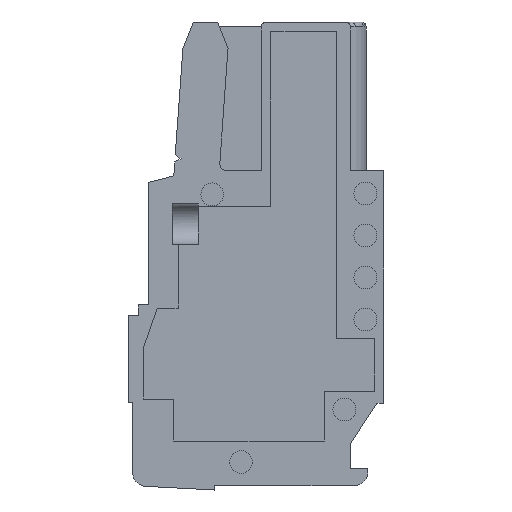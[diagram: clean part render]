
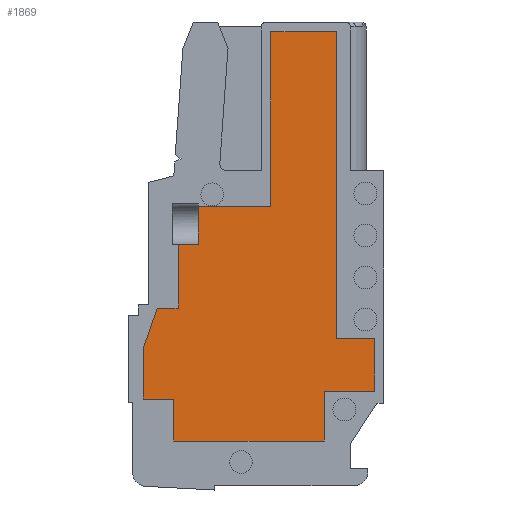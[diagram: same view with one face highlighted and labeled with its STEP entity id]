
A CAD part, left-side view. The second image highlights one B-rep face of the part: STEP entity #1869.
In plain terms, the highlighted planar face has unit normal (-1, 0, 0).
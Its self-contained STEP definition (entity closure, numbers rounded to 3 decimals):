
#1869 = ADVANCED_FACE( '', ( #3807 ), #3808, .F. );
#3807 = FACE_OUTER_BOUND( '', #5751, .T. );
#3808 = PLANE( '', #5752 );
#5751 = EDGE_LOOP( '', ( #10940, #10941, #10942, #10943, #10944, #10945, #10946, #10947, #10948, #10949, #10950, #10951, #10952, #10953, #10954, #10955, #10956 ) );
#5752 = AXIS2_PLACEMENT_3D( '', #10957, #10958, #10959 );
#10940 = ORIENTED_EDGE( '', *, *, #12286, .T. );
#10941 = ORIENTED_EDGE( '', *, *, #12467, .F. );
#10942 = ORIENTED_EDGE( '', *, *, #13478, .F. );
#10943 = ORIENTED_EDGE( '', *, *, #11722, .F. );
#10944 = ORIENTED_EDGE( '', *, *, #13479, .F. );
#10945 = ORIENTED_EDGE( '', *, *, #12867, .F. );
#10946 = ORIENTED_EDGE( '', *, *, #12694, .F. );
#10947 = ORIENTED_EDGE( '', *, *, #12508, .F. );
#10948 = ORIENTED_EDGE( '', *, *, #13480, .F. );
#10949 = ORIENTED_EDGE( '', *, *, #11831, .F. );
#10950 = ORIENTED_EDGE( '', *, *, #12070, .F. );
#10951 = ORIENTED_EDGE( '', *, *, #12373, .F. );
#10952 = ORIENTED_EDGE( '', *, *, #11845, .F. );
#10953 = ORIENTED_EDGE( '', *, *, #12970, .F. );
#10954 = ORIENTED_EDGE( '', *, *, #11779, .F. );
#10955 = ORIENTED_EDGE( '', *, *, #13276, .F. );
#10956 = ORIENTED_EDGE( '', *, *, #12996, .T. );
#10957 = CARTESIAN_POINT( '', ( -2.4, 0., 0. ) );
#10958 = DIRECTION( '', ( 1., 0., 0. ) );
#10959 = DIRECTION( '', ( 0., 0., -1. ) );
#11722 = EDGE_CURVE( '', #14131, #14133, #14134, .T. );
#11779 = EDGE_CURVE( '', #14228, #14230, #14231, .T. );
#11831 = EDGE_CURVE( '', #14320, #14322, #14323, .T. );
#11845 = EDGE_CURVE( '', #14344, #14346, #14347, .T. );
#12070 = EDGE_CURVE( '', #14718, #14320, #14720, .T. );
#12286 = EDGE_CURVE( '', #15068, #15066, #15069, .T. );
#12373 = EDGE_CURVE( '', #14346, #14718, #15201, .T. );
#12467 = EDGE_CURVE( '', #15345, #15066, #15347, .T. );
#12508 = EDGE_CURVE( '', #15410, #15412, #15413, .T. );
#12694 = EDGE_CURVE( '', #15412, #15691, #15692, .T. );
#12867 = EDGE_CURVE( '', #15691, #15933, #15934, .T. );
#12970 = EDGE_CURVE( '', #14230, #14344, #16065, .T. );
#12996 = EDGE_CURVE( '', #16098, #15068, #16099, .T. );
#13276 = EDGE_CURVE( '', #16098, #14228, #16442, .T. );
#13478 = EDGE_CURVE( '', #14133, #15345, #16673, .T. );
#13479 = EDGE_CURVE( '', #15933, #14131, #16674, .T. );
#13480 = EDGE_CURVE( '', #14322, #15410, #16675, .T. );
#14131 = VERTEX_POINT( '', #17552 );
#14133 = VERTEX_POINT( '', #17555 );
#14134 = LINE( '', #17556, #17557 );
#14228 = VERTEX_POINT( '', #17686 );
#14230 = VERTEX_POINT( '', #17689 );
#14231 = LINE( '', #17690, #17691 );
#14320 = VERTEX_POINT( '', #17813 );
#14322 = VERTEX_POINT( '', #17816 );
#14323 = LINE( '', #17817, #17818 );
#14344 = VERTEX_POINT( '', #17846 );
#14346 = VERTEX_POINT( '', #17849 );
#14347 = LINE( '', #17850, #17851 );
#14718 = VERTEX_POINT( '', #18373 );
#14720 = LINE( '', #18376, #18377 );
#15066 = VERTEX_POINT( '', #18868 );
#15068 = VERTEX_POINT( '', #18871 );
#15069 = LINE( '', #18872, #18873 );
#15201 = LINE( '', #19060, #19061 );
#15345 = VERTEX_POINT( '', #19262 );
#15347 = LINE( '', #19265, #19266 );
#15410 = VERTEX_POINT( '', #19358 );
#15412 = VERTEX_POINT( '', #19361 );
#15413 = LINE( '', #19362, #19363 );
#15691 = VERTEX_POINT( '', #19776 );
#15692 = LINE( '', #19777, #19778 );
#15933 = VERTEX_POINT( '', #20114 );
#15934 = LINE( '', #20115, #20116 );
#16065 = LINE( '', #20300, #20301 );
#16098 = VERTEX_POINT( '', #20348 );
#16099 = LINE( '', #20349, #20350 );
#16442 = LINE( '', #20847, #20848 );
#16673 = LINE( '', #21172, #21173 );
#16674 = LINE( '', #21174, #21175 );
#16675 = LINE( '', #21176, #21177 );
#17552 = CARTESIAN_POINT( '', ( -2.4, 8.475, -3.5 ) );
#17555 = CARTESIAN_POINT( '', ( -2.4, 7.675, -1.2 ) );
#17556 = CARTESIAN_POINT( '', ( -2.4, 8.475, -3.5 ) );
#17557 = VECTOR( '', #21625, 1000. );
#17686 = CARTESIAN_POINT( '', ( -2.4, 1.175, 4.6 ) );
#17689 = CARTESIAN_POINT( '', ( -2.4, 1.175, 14.6 ) );
#17690 = CARTESIAN_POINT( '', ( -2.4, 1.175, 4.6 ) );
#17691 = VECTOR( '', #21686, 1000. );
#17813 = CARTESIAN_POINT( '', ( -2.4, -4.775, -5.95 ) );
#17816 = CARTESIAN_POINT( '', ( -2.4, -1.875, -5.95 ) );
#17817 = CARTESIAN_POINT( '', ( -2.4, -4.775, -5.95 ) );
#17818 = VECTOR( '', #21742, 1000. );
#17846 = CARTESIAN_POINT( '', ( -2.4, -2.575, 14.6 ) );
#17849 = CARTESIAN_POINT( '', ( -2.4, -2.575, -2.95 ) );
#17850 = CARTESIAN_POINT( '', ( -2.4, -2.575, 14.6 ) );
#17851 = VECTOR( '', #21757, 1000. );
#18373 = CARTESIAN_POINT( '', ( -2.4, -4.775, -2.95 ) );
#18376 = CARTESIAN_POINT( '', ( -2.4, -4.775, -2.95 ) );
#18377 = VECTOR( '', #21988, 1000. );
#18868 = CARTESIAN_POINT( '', ( -2.4, 6.475, 2.45 ) );
#18871 = CARTESIAN_POINT( '', ( -2.4, 5.325, 2.45 ) );
#18872 = CARTESIAN_POINT( '', ( -2.4, 5.325, 2.45 ) );
#18873 = VECTOR( '', #22216, 1000. );
#19060 = CARTESIAN_POINT( '', ( -2.4, -2.575, -2.95 ) );
#19061 = VECTOR( '', #22296, 1000. );
#19262 = CARTESIAN_POINT( '', ( -2.4, 6.475, -1.2 ) );
#19265 = CARTESIAN_POINT( '', ( -2.4, 6.475, -1.2 ) );
#19266 = VECTOR( '', #22403, 1000. );
#19358 = CARTESIAN_POINT( '', ( -2.4, -1.875, -8.8 ) );
#19361 = CARTESIAN_POINT( '', ( -2.4, 6.725, -8.8 ) );
#19362 = CARTESIAN_POINT( '', ( -2.4, -1.875, -8.8 ) );
#19363 = VECTOR( '', #22440, 1000. );
#19776 = CARTESIAN_POINT( '', ( -2.4, 6.725, -6.4 ) );
#19777 = CARTESIAN_POINT( '', ( -2.4, 6.725, -8.8 ) );
#19778 = VECTOR( '', #22620, 1000. );
#20114 = CARTESIAN_POINT( '', ( -2.4, 8.475, -6.4 ) );
#20115 = CARTESIAN_POINT( '', ( -2.4, 6.725, -6.4 ) );
#20116 = VECTOR( '', #22809, 1000. );
#20300 = CARTESIAN_POINT( '', ( -2.4, 1.175, 14.6 ) );
#20301 = VECTOR( '', #22908, 1000. );
#20348 = CARTESIAN_POINT( '', ( -2.4, 5.325, 4.6 ) );
#20349 = CARTESIAN_POINT( '', ( -2.4, 5.325, 3.6 ) );
#20350 = VECTOR( '', #22938, 1000. );
#20847 = CARTESIAN_POINT( '', ( -2.4, 6.475, 4.6 ) );
#20848 = VECTOR( '', #23183, 1000. );
#21172 = CARTESIAN_POINT( '', ( -2.4, 7.675, -1.2 ) );
#21173 = VECTOR( '', #23325, 1000. );
#21174 = CARTESIAN_POINT( '', ( -2.4, 8.475, -6.4 ) );
#21175 = VECTOR( '', #23326, 1000. );
#21176 = CARTESIAN_POINT( '', ( -2.4, -1.875, -5.95 ) );
#21177 = VECTOR( '', #23327, 1000. );
#21625 = DIRECTION( '', ( 0., -0.329, 0.944 ) );
#21686 = DIRECTION( '', ( 0., 0., 1. ) );
#21742 = DIRECTION( '', ( 0., 1., 0. ) );
#21757 = DIRECTION( '', ( 0., 0., -1. ) );
#21988 = DIRECTION( '', ( 0., 0., -1. ) );
#22216 = DIRECTION( '', ( 0., 1., 0. ) );
#22296 = DIRECTION( '', ( 0., -1., 0. ) );
#22403 = DIRECTION( '', ( 0., 0., 1. ) );
#22440 = DIRECTION( '', ( 0., 1., 0. ) );
#22620 = DIRECTION( '', ( 0., 0., 1. ) );
#22809 = DIRECTION( '', ( 0., 1., 0. ) );
#22908 = DIRECTION( '', ( 0., -1., 0. ) );
#22938 = DIRECTION( '', ( 0., 0., -1. ) );
#23183 = DIRECTION( '', ( 0., -1., 0. ) );
#23325 = DIRECTION( '', ( 0., -1., 0. ) );
#23326 = DIRECTION( '', ( 0., 0., 1. ) );
#23327 = DIRECTION( '', ( 0., 0., -1. ) );
